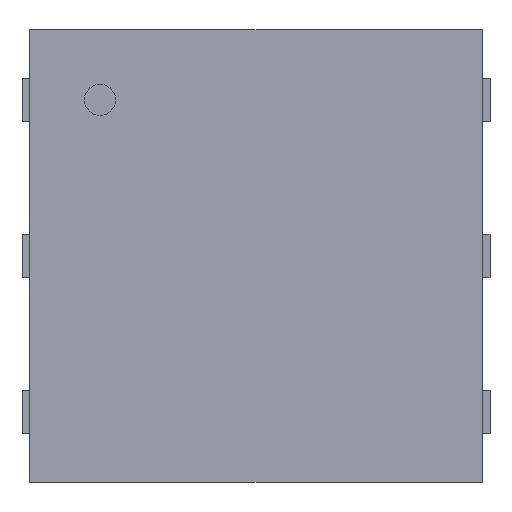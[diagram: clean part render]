
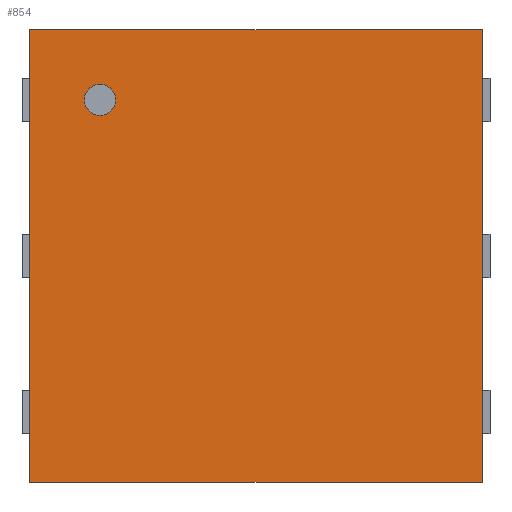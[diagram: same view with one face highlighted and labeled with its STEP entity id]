
A CAD part, top view. The second image highlights one B-rep face of the part: STEP entity #854.
In plain terms, the highlighted planar face has unit normal (0, 0, 1).
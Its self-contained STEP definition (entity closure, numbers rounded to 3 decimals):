
#13=DIRECTION('',(0.,0.,1.));
#27=VECTOR('',#28,1.);
#28=DIRECTION('',(0.,-1.,0.));
#79=DIRECTION('',(1.,0.,0.));
#126=VECTOR('',#79,1.);
#331=VERTEX_POINT('',#332);
#332=CARTESIAN_POINT('',(1.45,1.45,0.6));
#335=EDGE_CURVE('',#331,#336,#338,.T.);
#336=VERTEX_POINT('',#337);
#337=CARTESIAN_POINT('',(1.45,-1.45,0.6));
#338=LINE('',#332,#27);
#400=VERTEX_POINT('',#401);
#401=CARTESIAN_POINT('',(-1.45,1.45,0.6));
#404=ORIENTED_EDGE('',*,*,#405,.F.);
#405=EDGE_CURVE('',#400,#331,#406,.T.);
#406=LINE('',#401,#126);
#439=ORIENTED_EDGE('',*,*,#440,.T.);
#440=EDGE_CURVE('',#400,#441,#443,.T.);
#441=VERTEX_POINT('',#442);
#442=CARTESIAN_POINT('',(-1.45,-1.45,0.6));
#443=LINE('',#401,#27);
#850=EDGE_CURVE('',#441,#336,#851,.T.);
#851=LINE('',#442,#126);
#854=ADVANCED_FACE('',(#855,#859),#869,.T.);
#855=FACE_BOUND('',#856,.T.);
#856=EDGE_LOOP('',(#404,#439,#857,#858));
#857=ORIENTED_EDGE('',*,*,#850,.T.);
#858=ORIENTED_EDGE('',*,*,#335,.F.);
#859=FACE_BOUND('',#860,.T.);
#860=EDGE_LOOP('',(#861));
#861=ORIENTED_EDGE('',*,*,#862,.T.);
#862=EDGE_CURVE('',#863,#863,#865,.T.);
#863=VERTEX_POINT('',#864);
#864=CARTESIAN_POINT('',(-1.,0.9,0.6));
#865=CIRCLE('',#866,0.1);
#866=AXIS2_PLACEMENT_3D('',#867,#868,#28);
#867=CARTESIAN_POINT('',(-1.,1.,0.6));
#868=DIRECTION('',(0.,0.,-1.));
#869=PLANE('',#870);
#870=AXIS2_PLACEMENT_3D('',#401,#13,#28);
